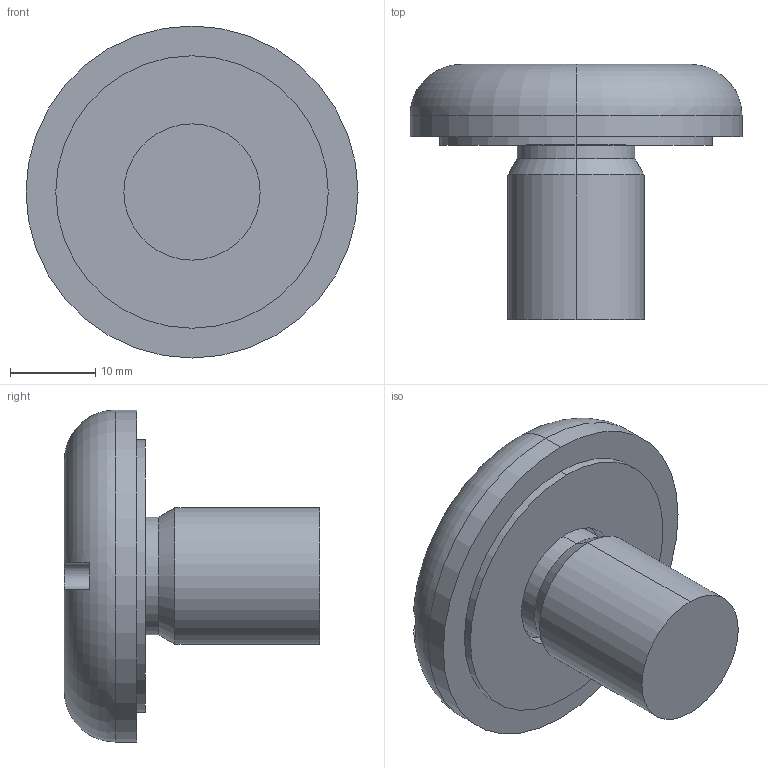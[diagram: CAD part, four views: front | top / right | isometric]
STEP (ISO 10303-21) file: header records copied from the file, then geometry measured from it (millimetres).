
FILE_DESCRIPTION (( 'STEP AP203' ), '1' );
FILE_NAME ('B-1129-16.STEP', '2009-10-13T07:33:16', ( ' ' ), ( ' ' ), 'SwSTEP 2.0', 'SolidWorks 2007', '' );
FILE_SCHEMA (( 'CONFIG_CONTROL_DESIGN' ));
Length unit declared in the file: millimetre
Products named in the file (3): B-1129-16僷僢僉儞__棉太倌; B-1129-16; B-1129-16杮懱__棉太倌
Assembly tree (2 placements, depth 2):
  B-1129-16
    B-1129-16僷僢僉儞__棉太倌
    B-1129-16杮懱__棉太倌
Bounding box: 39 x 30 x 39 mm (x, y, z)
Volume: 13860.7 mm3; surface area: 6019.7 mm2
Topology: 2 solids, 2 shells, 30 faces, 66 edges, 42 vertices
Faces by surface type: cylinder 14, plane 12, torus 2, cone 2
Entity records: 1193 total; most frequent: CARTESIAN_POINT 197, DIRECTION 168, ORIENTED_EDGE 132, AXIS2_PLACEMENT_3D 71, EDGE_CURVE 66, VERTEX_POINT 42, CIRCLE 36, EDGE_LOOP 34
